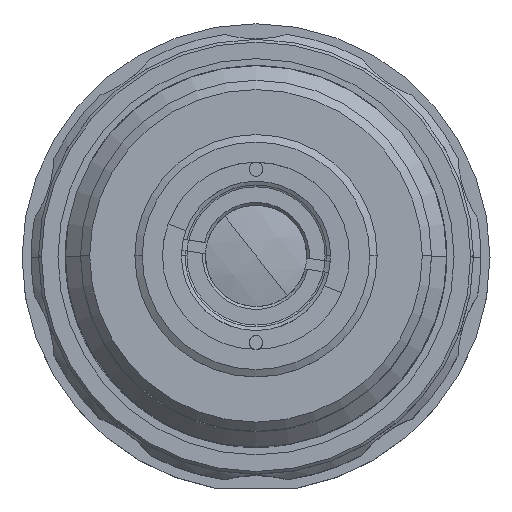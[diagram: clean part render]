
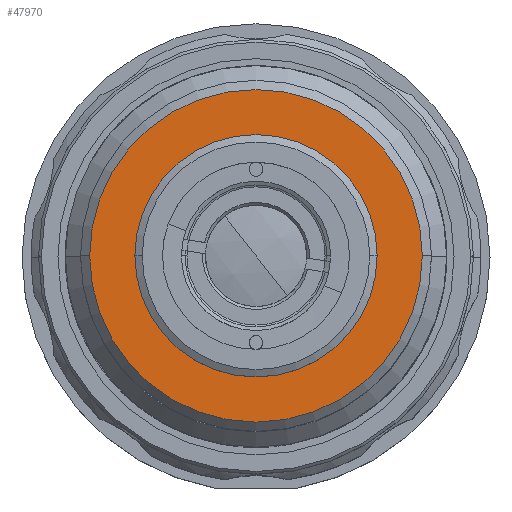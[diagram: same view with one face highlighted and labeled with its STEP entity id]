
A CAD part, top view. The second image highlights one B-rep face of the part: STEP entity #47970.
In plain terms, the highlighted planar face has unit normal (0, 0, 1).
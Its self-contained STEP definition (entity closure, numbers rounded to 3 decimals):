
#2526 = CIRCLE ( 'NONE', #14064, 18.05 ) ;
#5401 = CARTESIAN_POINT ( 'NONE',  ( 0., 0., 6. ) ) ;
#7889 = CARTESIAN_POINT ( 'NONE',  ( 0., 0., 6. ) ) ;
#12029 = DIRECTION ( 'NONE',  ( 1., 0., 0. ) ) ;
#12622 = CARTESIAN_POINT ( 'NONE',  ( 0., 0., 6. ) ) ;
#14064 = AXIS2_PLACEMENT_3D ( 'NONE', #12622, #158827, #63745 ) ;
#20950 = CARTESIAN_POINT ( 'NONE',  ( -12.35, 0., 6. ) ) ;
#25500 = CARTESIAN_POINT ( 'NONE',  ( 0., 0., 6. ) ) ;
#27380 = CARTESIAN_POINT ( 'NONE',  ( 18.05, 0., 6. ) ) ;
#29125 = AXIS2_PLACEMENT_3D ( 'NONE', #64940, #119670, #170847 ) ;
#36270 = EDGE_LOOP ( 'NONE', ( #149939, #156683 ) ) ;
#40583 = CARTESIAN_POINT ( 'NONE',  ( -18.05, 0., 6. ) ) ;
#42626 = ORIENTED_EDGE ( 'NONE', *, *, #56570, .T. ) ;
#44612 = EDGE_CURVE ( 'NONE', #142673, #151121, #53758, .T. ) ;
#47970 = ADVANCED_FACE ( 'NONE', ( #177011, #148343 ), #66705, .T. ) ;
#53758 = CIRCLE ( 'NONE', #136872, 12.35 ) ;
#56570 = EDGE_CURVE ( 'NONE', #76652, #159770, #2526, .T. ) ;
#63745 = DIRECTION ( 'NONE',  ( 1., 0., 0. ) ) ;
#64940 = CARTESIAN_POINT ( 'NONE',  ( 0., 0., 6. ) ) ;
#66705 = PLANE ( 'NONE',  #82283 ) ;
#76652 = VERTEX_POINT ( 'NONE', #27380 ) ;
#82283 = AXIS2_PLACEMENT_3D ( 'NONE', #25500, #106168, #12029 ) ;
#87987 = CARTESIAN_POINT ( 'NONE',  ( 12.35, 0., 6. ) ) ;
#89570 = AXIS2_PLACEMENT_3D ( 'NONE', #7889, #114621, #155889 ) ;
#97795 = DIRECTION ( 'NONE',  ( 0., 0., 1. ) ) ;
#105450 = ORIENTED_EDGE ( 'NONE', *, *, #158240, .T. ) ;
#106168 = DIRECTION ( 'NONE',  ( 0., 0., 1. ) ) ;
#114621 = DIRECTION ( 'NONE',  ( 0., 0., 1. ) ) ;
#119670 = DIRECTION ( 'NONE',  ( 0., 0., 1. ) ) ;
#125613 = DIRECTION ( 'NONE',  ( 1., 0., 0. ) ) ;
#132494 = CIRCLE ( 'NONE', #89570, 18.05 ) ;
#134559 = EDGE_CURVE ( 'NONE', #151121, #142673, #160820, .T. ) ;
#136872 = AXIS2_PLACEMENT_3D ( 'NONE', #5401, #97795, #125613 ) ;
#142673 = VERTEX_POINT ( 'NONE', #20950 ) ;
#148343 = FACE_BOUND ( 'NONE', #36270, .T. ) ;
#149939 = ORIENTED_EDGE ( 'NONE', *, *, #44612, .F. ) ;
#151121 = VERTEX_POINT ( 'NONE', #87987 ) ;
#155889 = DIRECTION ( 'NONE',  ( 1., 0., 0. ) ) ;
#156683 = ORIENTED_EDGE ( 'NONE', *, *, #134559, .F. ) ;
#158240 = EDGE_CURVE ( 'NONE', #159770, #76652, #132494, .T. ) ;
#158827 = DIRECTION ( 'NONE',  ( 0., 0., 1. ) ) ;
#159770 = VERTEX_POINT ( 'NONE', #40583 ) ;
#160820 = CIRCLE ( 'NONE', #29125, 12.35 ) ;
#170847 = DIRECTION ( 'NONE',  ( 1., 0., 0. ) ) ;
#172209 = EDGE_LOOP ( 'NONE', ( #105450, #42626 ) ) ;
#177011 = FACE_OUTER_BOUND ( 'NONE', #172209, .T. ) ;
